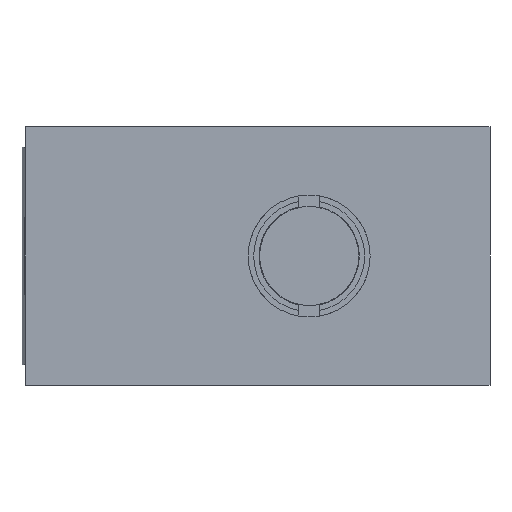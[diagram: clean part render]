
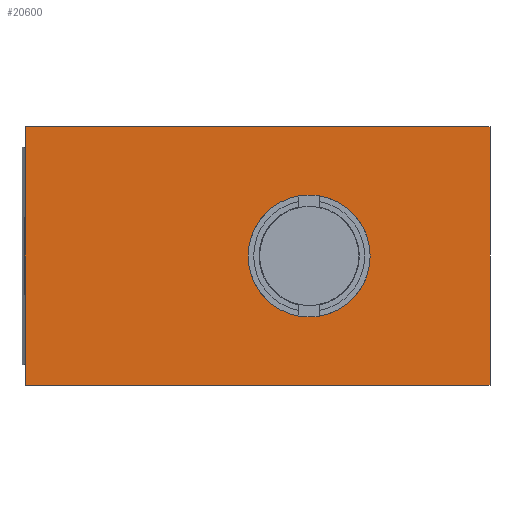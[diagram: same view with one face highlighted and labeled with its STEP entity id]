
A CAD part, front view. The second image highlights one B-rep face of the part: STEP entity #20600.
In plain terms, the highlighted planar face has unit normal (0, -1, 0).
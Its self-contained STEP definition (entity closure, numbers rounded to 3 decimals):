
#8690=CARTESIAN_POINT('',(-1.,-4.5,25.));
#8700=VERTEX_POINT('',#8690);
#8750=CARTESIAN_POINT('',(-1.,-4.5,0.));
#8760=DIRECTION('',(0.,0.,-1.));
#8770=VECTOR('',#8760,1.);
#8780=LINE('',#8750,#8770);
#8790=CARTESIAN_POINT('',(-1.,-4.5,0.));
#8800=VERTEX_POINT('',#8790);
#8810=EDGE_CURVE('',#8700,#8800,#8780,.T.);
#10490=CARTESIAN_POINT('',(44.,-4.5,25.));
#10500=VERTEX_POINT('',#10490);
#10670=CARTESIAN_POINT('',(44.,-4.5,0.));
#10680=VERTEX_POINT('',#10670);
#10710=CARTESIAN_POINT('',(44.,-4.5,0.));
#10720=DIRECTION('',(0.,0.,-1.));
#10730=VECTOR('',#10720,1.);
#10740=LINE('',#10710,#10730);
#10750=EDGE_CURVE('',#10500,#10680,#10740,.T.);
#11180=CARTESIAN_POINT('',(0.,-4.5,0.));
#11190=DIRECTION('',(1.,0.,0.));
#11200=VECTOR('',#11190,1.);
#11210=LINE('',#11180,#11200);
#11220=EDGE_CURVE('',#8800,#10680,#11210,.T.);
#12120=CARTESIAN_POINT('',(0.,-4.5,25.));
#12130=DIRECTION('',(-1.,0.,0.));
#12140=VECTOR('',#12130,1.);
#12150=LINE('',#12120,#12140);
#12160=EDGE_CURVE('',#10500,#8700,#12150,.T.);
#20340=CARTESIAN_POINT('',(31.55,-4.5,12.5));
#20350=DIRECTION('',(0.,1.,0.));
#20360=DIRECTION('',(0.,0.,-1.));
#20370=AXIS2_PLACEMENT_3D('',#20340,#20350,#20360);
#20380=PLANE('',#20370);
#20390=CARTESIAN_POINT('',(26.5,-4.5,12.5));
#20400=DIRECTION('',(0.,-1.,0.));
#20410=DIRECTION('',(-1.,0.,0.));
#20420=AXIS2_PLACEMENT_3D('',#20390,#20400,#20410);
#20430=CIRCLE('',#20420,5.374);
#20440=CARTESIAN_POINT('',(21.127,-4.5,12.5));
#20450=VERTEX_POINT('',#20440);
#20460=CARTESIAN_POINT('',(31.874,-4.5,12.5));
#20470=VERTEX_POINT('',#20460);
#20480=EDGE_CURVE('',#20450,#20470,#20430,.T.);
#20490=ORIENTED_EDGE('',*,*,#20480,.F.);
#20500=EDGE_CURVE('',#20470,#20450,#20430,.T.);
#20510=ORIENTED_EDGE('',*,*,#20500,.F.);
#20520=EDGE_LOOP('',(#20510,#20490));
#20530=FACE_BOUND('',#20520,.T.);
#20540=ORIENTED_EDGE('',*,*,#12160,.T.);
#20550=ORIENTED_EDGE('',*,*,#10750,.F.);
#20560=ORIENTED_EDGE('',*,*,#11220,.T.);
#20570=ORIENTED_EDGE('',*,*,#8810,.T.);
#20580=EDGE_LOOP('',(#20570,#20560,#20550,#20540));
#20590=FACE_OUTER_BOUND('',#20580,.T.);
#20600=ADVANCED_FACE('',(#20530,#20590),#20380,.F.);
